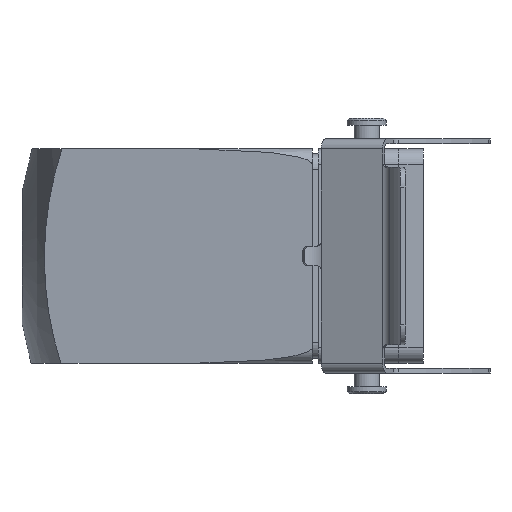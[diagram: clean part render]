
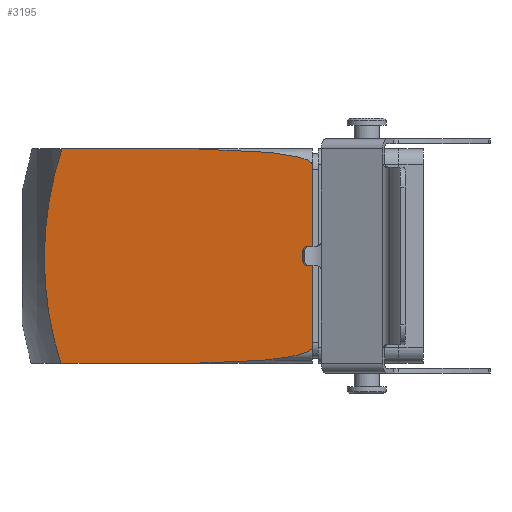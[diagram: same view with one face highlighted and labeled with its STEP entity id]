
A CAD part, left-side view. The second image highlights one B-rep face of the part: STEP entity #3195.
In plain terms, the highlighted planar face has unit normal (-0.991, 0.134, 0).
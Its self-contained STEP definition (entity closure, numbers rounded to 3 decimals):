
#825 = CARTESIAN_POINT ( 'NONE',  ( 0., 17.55, 3.2 ) ) ;
#827 = CARTESIAN_POINT ( 'NONE',  ( 0., 17.55, 40.3 ) ) ;
#864 = CARTESIAN_POINT ( 'NONE',  ( 3.2, 41.187, 43.5 ) ) ;
#914 = CARTESIAN_POINT ( 'NONE',  ( 3.2, 41.187, 0. ) ) ;
#971 = CARTESIAN_POINT ( 'NONE',  ( 6.908, 68.572, 0. ) ) ;
#979 = CARTESIAN_POINT ( 'NONE',  ( 6.873, 68.317, 43.5 ) ) ;
#1905 = AXIS2_PLACEMENT_3D ( 'NONE', #7801, #7802, #7803 ) ;
#2793 = EDGE_CURVE ( 'NONE', #8110, #8199, #7053, .T. ) ;
#2803 = EDGE_CURVE ( 'NONE', #8199, #8256, #3971, .T. ) ;
#2810 = EDGE_CURVE ( 'NONE', #8149, #8112, #7055, .T. ) ;
#2818 = EDGE_CURVE ( 'NONE', #8149, #8264, #3982, .T. ) ;
#2850 = VECTOR ( 'NONE', #8464, 1000. ) ;
#3080 = EDGE_CURVE ( 'NONE', #8110, #8112, #4059, .T. ) ;
#3082 = EDGE_CURVE ( 'NONE', #8264, #8256, #5511, .T. ) ;
#3195 = ADVANCED_FACE ( 'NONE', ( #8801 ), #7800, .F. ) ;
#3490 = CARTESIAN_POINT ( 'NONE',  ( -1.931, 3.287, 21.362 ) ) ;
#3971 = LINE ( 'NONE', #8465, #2850 ) ;
#3982 = LINE ( 'NONE', #8413, #9361 ) ;
#4059 = LINE ( 'NONE', #10269, #5522 ) ;
#5511 = CIRCLE ( 'NONE', #5523, 69.258 ) ;
#5522 = VECTOR ( 'NONE', #10349, 1000. ) ;
#5523 = AXIS2_PLACEMENT_3D ( 'NONE', #3490, #7295, #7296 ) ;
#6486 = ORIENTED_EDGE ( 'NONE', *, *, #3082, .T. ) ;
#6488 = ORIENTED_EDGE ( 'NONE', *, *, #3080, .T. ) ;
#6490 = ORIENTED_EDGE ( 'NONE', *, *, #2810, .F. ) ;
#6492 = ORIENTED_EDGE ( 'NONE', *, *, #2818, .T. ) ;
#6495 = ORIENTED_EDGE ( 'NONE', *, *, #2803, .F. ) ;
#6496 = ORIENTED_EDGE ( 'NONE', *, *, #2793, .F. ) ;
#7053 =( BOUNDED_CURVE ( )  B_SPLINE_CURVE ( 3, ( #8534, #8538, #8536, #8537 ),
 .UNSPECIFIED., .F., .T. ) 
 B_SPLINE_CURVE_WITH_KNOTS ( ( 4, 4 ),
 ( 0., 1.571 ),
 .UNSPECIFIED. ) 
 CURVE ( )  GEOMETRIC_REPRESENTATION_ITEM ( )  RATIONAL_B_SPLINE_CURVE ( ( 1., 0.805, 0.805, 1. ) ) 
 REPRESENTATION_ITEM ( '' )  );
#7055 =( BOUNDED_CURVE ( )  B_SPLINE_CURVE ( 3, ( #8392, #8388, #8394, #8390 ),
 .UNSPECIFIED., .F., .T. ) 
 B_SPLINE_CURVE_WITH_KNOTS ( ( 4, 4 ),
 ( 4.712, 6.283 ),
 .UNSPECIFIED. ) 
 CURVE ( )  GEOMETRIC_REPRESENTATION_ITEM ( )  RATIONAL_B_SPLINE_CURVE ( ( 1., 0.805, 0.805, 1. ) ) 
 REPRESENTATION_ITEM ( '' )  );
#7295 = DIRECTION ( 'NONE',  ( -0.991, 0.134, 0. ) ) ;
#7296 = DIRECTION ( 'NONE',  ( 0.134, 0.991, 0. ) ) ;
#7800 = PLANE ( 'NONE',  #1905 ) ;
#7801 = CARTESIAN_POINT ( 'NONE',  ( 0., 17.55, 0. ) ) ;
#7802 = DIRECTION ( 'NONE',  ( 0.991, -0.134, 0. ) ) ;
#7803 = DIRECTION ( 'NONE',  ( 0.134, 0.991, 0. ) ) ;
#8005 = EDGE_LOOP ( 'NONE', ( #6488, #6490, #6492, #6486, #6495, #6496 ) ) ;
#8110 = VERTEX_POINT ( 'NONE', #825 ) ;
#8112 = VERTEX_POINT ( 'NONE', #827 ) ;
#8149 = VERTEX_POINT ( 'NONE', #864 ) ;
#8199 = VERTEX_POINT ( 'NONE', #914 ) ;
#8256 = VERTEX_POINT ( 'NONE', #971 ) ;
#8264 = VERTEX_POINT ( 'NONE', #979 ) ;
#8388 = CARTESIAN_POINT ( 'NONE',  ( 1.325, 27.341, 43.5 ) ) ;
#8390 = CARTESIAN_POINT ( 'NONE',  ( 0., 17.55, 40.3 ) ) ;
#8392 = CARTESIAN_POINT ( 'NONE',  ( 3.2, 41.187, 43.5 ) ) ;
#8394 = CARTESIAN_POINT ( 'NONE',  ( 0., 17.55, 42.175 ) ) ;
#8413 = CARTESIAN_POINT ( 'NONE',  ( 0., 17.55, 43.5 ) ) ;
#8414 = DIRECTION ( 'NONE',  ( 0.134, 0.991, 0. ) ) ;
#8464 = DIRECTION ( 'NONE',  ( 0.134, 0.991, 0. ) ) ;
#8465 = CARTESIAN_POINT ( 'NONE',  ( 0., 17.55, 0. ) ) ;
#8534 = CARTESIAN_POINT ( 'NONE',  ( 0., 17.55, 3.2 ) ) ;
#8536 = CARTESIAN_POINT ( 'NONE',  ( 1.325, 27.341, 0. ) ) ;
#8537 = CARTESIAN_POINT ( 'NONE',  ( 3.2, 41.187, 0. ) ) ;
#8538 = CARTESIAN_POINT ( 'NONE',  ( 0., 17.55, 1.325 ) ) ;
#8801 = FACE_OUTER_BOUND ( 'NONE', #8005, .T. ) ;
#9361 = VECTOR ( 'NONE', #8414, 1000. ) ;
#10269 = CARTESIAN_POINT ( 'NONE',  ( 0., 17.55, 3.2 ) ) ;
#10349 = DIRECTION ( 'NONE',  ( 0., 0., 1. ) ) ;
